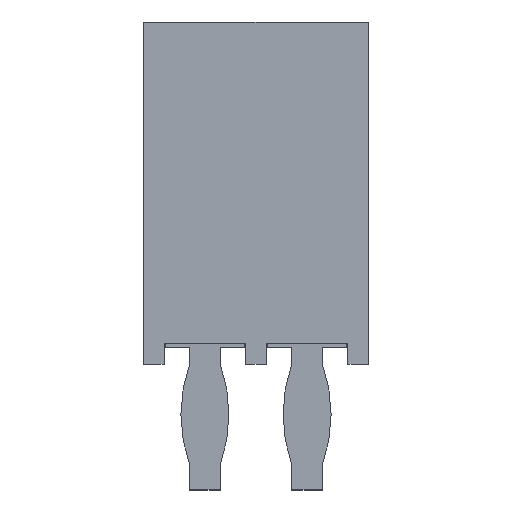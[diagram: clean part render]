
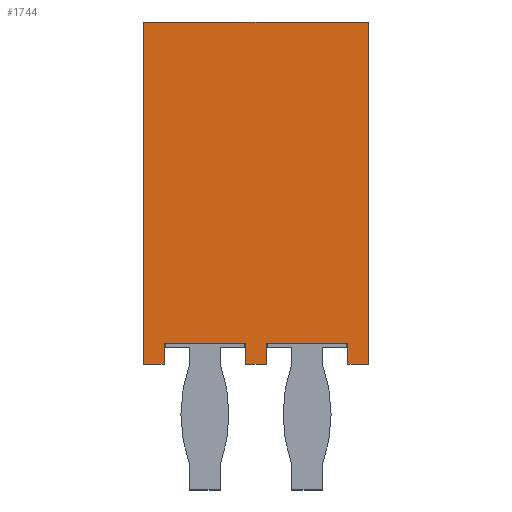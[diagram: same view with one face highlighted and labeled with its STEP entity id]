
A CAD part, top view. The second image highlights one B-rep face of the part: STEP entity #1744.
In plain terms, the highlighted planar face has unit normal (0, 0, 1).
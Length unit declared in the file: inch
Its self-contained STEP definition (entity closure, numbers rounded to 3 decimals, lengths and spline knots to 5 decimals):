
#395=ORIENTED_EDGE('',*,*,#713,.T.);
#396=ORIENTED_EDGE('',*,*,#714,.T.);
#397=ORIENTED_EDGE('',*,*,#715,.T.);
#398=ORIENTED_EDGE('',*,*,#716,.T.);
#399=ORIENTED_EDGE('',*,*,#717,.F.);
#400=ORIENTED_EDGE('',*,*,#711,.F.);
#401=ORIENTED_EDGE('',*,*,#718,.T.);
#402=ORIENTED_EDGE('',*,*,#719,.T.);
#403=ORIENTED_EDGE('',*,*,#720,.T.);
#404=ORIENTED_EDGE('',*,*,#721,.T.);
#405=ORIENTED_EDGE('',*,*,#722,.T.);
#406=ORIENTED_EDGE('',*,*,#723,.T.);
#711=EDGE_CURVE('',#899,#900,#1113,.T.);
#713=EDGE_CURVE('',#901,#902,#1115,.T.);
#714=EDGE_CURVE('',#902,#903,#1116,.T.);
#715=EDGE_CURVE('',#903,#904,#1117,.T.);
#716=EDGE_CURVE('',#904,#905,#1118,.T.);
#717=EDGE_CURVE('',#900,#905,#1119,.T.);
#718=EDGE_CURVE('',#899,#906,#1120,.T.);
#719=EDGE_CURVE('',#906,#907,#1121,.T.);
#720=EDGE_CURVE('',#907,#908,#1122,.T.);
#721=EDGE_CURVE('',#908,#909,#1123,.T.);
#722=EDGE_CURVE('',#909,#910,#1124,.T.);
#723=EDGE_CURVE('',#910,#901,#1125,.T.);
#899=VERTEX_POINT('',#2680);
#900=VERTEX_POINT('',#2682);
#901=VERTEX_POINT('',#2686);
#902=VERTEX_POINT('',#2687);
#903=VERTEX_POINT('',#2689);
#904=VERTEX_POINT('',#2691);
#905=VERTEX_POINT('',#2693);
#906=VERTEX_POINT('',#2696);
#907=VERTEX_POINT('',#2698);
#908=VERTEX_POINT('',#2700);
#909=VERTEX_POINT('',#2702);
#910=VERTEX_POINT('',#2704);
#1113=LINE('',#2681,#1351);
#1115=LINE('',#2685,#1353);
#1116=LINE('',#2688,#1354);
#1117=LINE('',#2690,#1355);
#1118=LINE('',#2692,#1356);
#1119=LINE('',#2694,#1357);
#1120=LINE('',#2695,#1358);
#1121=LINE('',#2697,#1359);
#1122=LINE('',#2699,#1360);
#1123=LINE('',#2701,#1361);
#1124=LINE('',#2703,#1362);
#1125=LINE('',#2705,#1363);
#1351=VECTOR('',#2201,39.37008);
#1353=VECTOR('',#2205,39.37008);
#1354=VECTOR('',#2206,39.37008);
#1355=VECTOR('',#2207,39.37008);
#1356=VECTOR('',#2208,39.37008);
#1357=VECTOR('',#2209,39.37008);
#1358=VECTOR('',#2210,39.37008);
#1359=VECTOR('',#2211,39.37008);
#1360=VECTOR('',#2212,39.37008);
#1361=VECTOR('',#2213,39.37008);
#1362=VECTOR('',#2214,39.37008);
#1363=VECTOR('',#2215,39.37008);
#1482=EDGE_LOOP('',(#395,#396,#397,#398,#399,#400,#401,#402,#403,#404,#405,
#406));
#1572=FACE_BOUND('',#1482,.T.);
#1658=PLANE('',#1865);
#1744=ADVANCED_FACE('',(#1572),#1658,.T.);
#1865=AXIS2_PLACEMENT_3D('',#2684,#2203,#2204);
#2201=DIRECTION('',(0.,1.,0.));
#2203=DIRECTION('',(0.,0.,1.));
#2204=DIRECTION('',(1.,0.,0.));
#2205=DIRECTION('',(1.,0.,0.));
#2206=DIRECTION('',(0.,-1.,0.));
#2207=DIRECTION('',(1.,0.,0.));
#2208=DIRECTION('',(0.,1.,0.));
#2209=DIRECTION('',(1.,0.,0.));
#2210=DIRECTION('',(1.,0.,0.));
#2211=DIRECTION('',(0.,1.,0.));
#2212=DIRECTION('',(1.,0.,0.));
#2213=DIRECTION('',(0.,-1.,0.));
#2214=DIRECTION('',(1.,0.,0.));
#2215=DIRECTION('',(0.,1.,0.));
#2680=CARTESIAN_POINT('',(-0.11,-0.335,0.0475));
#2681=CARTESIAN_POINT('',(-0.11,-0.335,0.0475));
#2682=CARTESIAN_POINT('',(-0.11,0.,0.0475));
#2684=CARTESIAN_POINT('',(-0.11,-0.335,0.0475));
#2685=CARTESIAN_POINT('',(-0.11,-0.315,0.0475));
#2686=CARTESIAN_POINT('',(0.01,-0.315,0.0475));
#2687=CARTESIAN_POINT('',(0.09,-0.315,0.0475));
#2688=CARTESIAN_POINT('',(0.09,-0.335,0.0475));
#2689=CARTESIAN_POINT('',(0.09,-0.335,0.0475));
#2690=CARTESIAN_POINT('',(-0.11,-0.335,0.0475));
#2691=CARTESIAN_POINT('',(0.11,-0.335,0.0475));
#2692=CARTESIAN_POINT('',(0.11,-0.335,0.0475));
#2693=CARTESIAN_POINT('',(0.11,0.,0.0475));
#2694=CARTESIAN_POINT('',(-0.11,0.,0.0475));
#2695=CARTESIAN_POINT('',(-0.11,-0.335,0.0475));
#2696=CARTESIAN_POINT('',(-0.09,-0.335,0.0475));
#2697=CARTESIAN_POINT('',(-0.09,-0.335,0.0475));
#2698=CARTESIAN_POINT('',(-0.09,-0.315,0.0475));
#2699=CARTESIAN_POINT('',(-0.11,-0.315,0.0475));
#2700=CARTESIAN_POINT('',(-0.01,-0.315,0.0475));
#2701=CARTESIAN_POINT('',(-0.01,-0.335,0.0475));
#2702=CARTESIAN_POINT('',(-0.01,-0.335,0.0475));
#2703=CARTESIAN_POINT('',(-0.11,-0.335,0.0475));
#2704=CARTESIAN_POINT('',(0.01,-0.335,0.0475));
#2705=CARTESIAN_POINT('',(0.01,-0.335,0.0475));
